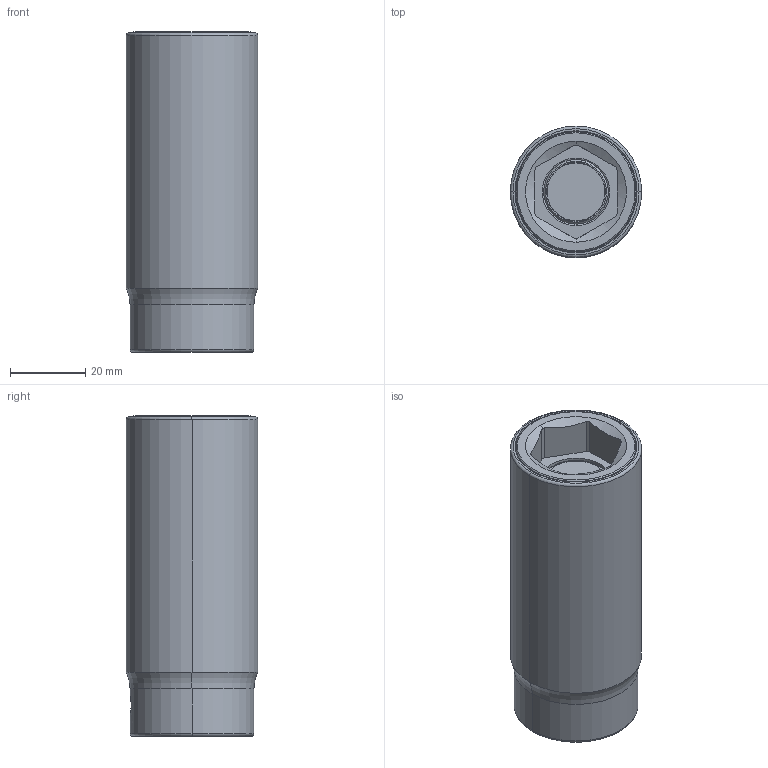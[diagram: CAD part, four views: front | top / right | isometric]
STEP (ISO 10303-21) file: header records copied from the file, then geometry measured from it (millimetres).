
FILE_DESCRIPTION((''),'2;1');
FILE_NAME('4027136522_ASM','2023-09-25T15:44:40',('a00565553'),(''),'CREO PARAMETRIC BY PTC INC, 2022414','CREO PARAMETRIC BY PTC INC, 2022414','');
FILE_SCHEMA(('CONFIG_CONTROL_DESIGN','GEOMETRIC_VALIDATION_PROPERTIES_MIM'));
Length unit declared in the file: millimetre
Products named in the file (3): 4027134022; 4027299395; 4027136522_ASM
Assembly tree (2 placements, depth 2):
  4027136522_ASM
    4027134022
    4027299395
Bounding box: 35 x 35 x 85.3 mm (x, y, z)
Volume: 60216.8 mm3; surface area: 35755.8 mm2
Topology: 6 solids, 6 shells, 122 faces, 291 edges, 178 vertices
Faces by surface type: cylinder 49, plane 28, torus 23, cone 16, bspline 6
Entity records: 6605 total; most frequent: CARTESIAN_POINT 3256, DIRECTION 624, ORIENTED_EDGE 582, EDGE_CURVE 291, AXIS2_PLACEMENT_3D 267, VERTEX_POINT 178, CIRCLE 146, EDGE_LOOP 133
